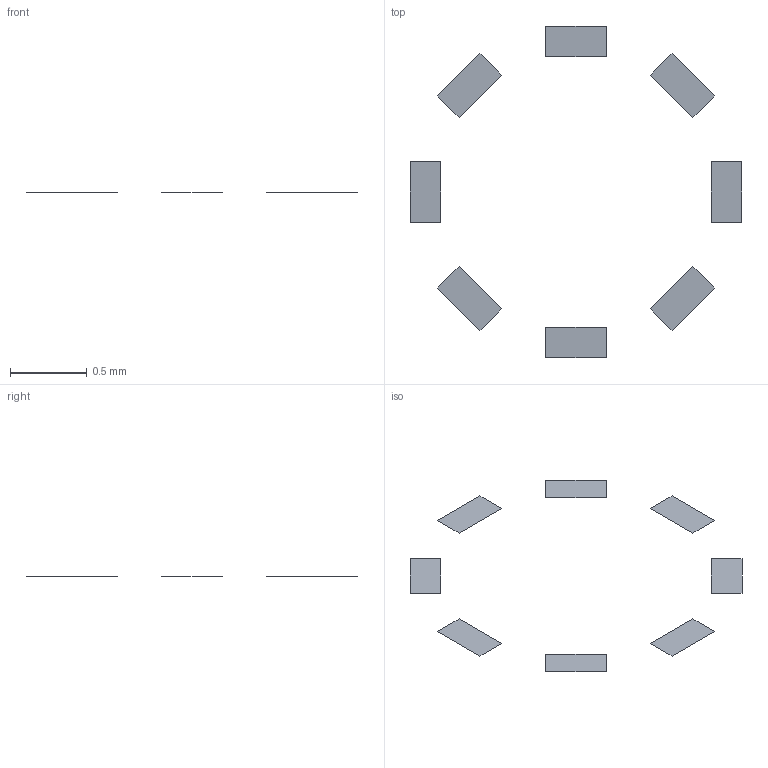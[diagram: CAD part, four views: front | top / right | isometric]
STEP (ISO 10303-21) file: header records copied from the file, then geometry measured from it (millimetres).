
FILE_DESCRIPTION(('FreeCAD Model'),'2;1');
FILE_NAME('nemchan.step', '2020-03-06T08:47:15',('Author'),(''), 'Open CASCADE STEP processor 7.3','FreeCAD','Unknown');
FILE_SCHEMA(('AUTOMOTIVE_DESIGN { 1 0 10303 214 1 1 1 1 }'));
Length unit declared in the file: millimetre
Products named in the file (9): nemchan; Face; Face001; Face002; Face003; Face004; Face005; Face006; Face007
Assembly tree (8 placements, depth 2):
  nemchan
    Face
    Face001
    Face002
    Face003
    Face004
    Face005
    Face006
    Face007
Bounding box: 2.16 x 2.16 x 0 mm (x, y, z)
Surface area: 0.6 mm2 (no closed solid volume)
Topology: 0 solids, 8 shells, 8 faces, 32 edges, 32 vertices
Faces by surface type: bspline 8
Entity records: 1202 total; most frequent: CARTESIAN_POINT 683, DIRECTION 50, ORIENTED_EDGE 32, EDGE_CURVE 32, VERTEX_POINT 32, SURFACE_CURVE 32, LINE 32, VECTOR 32
